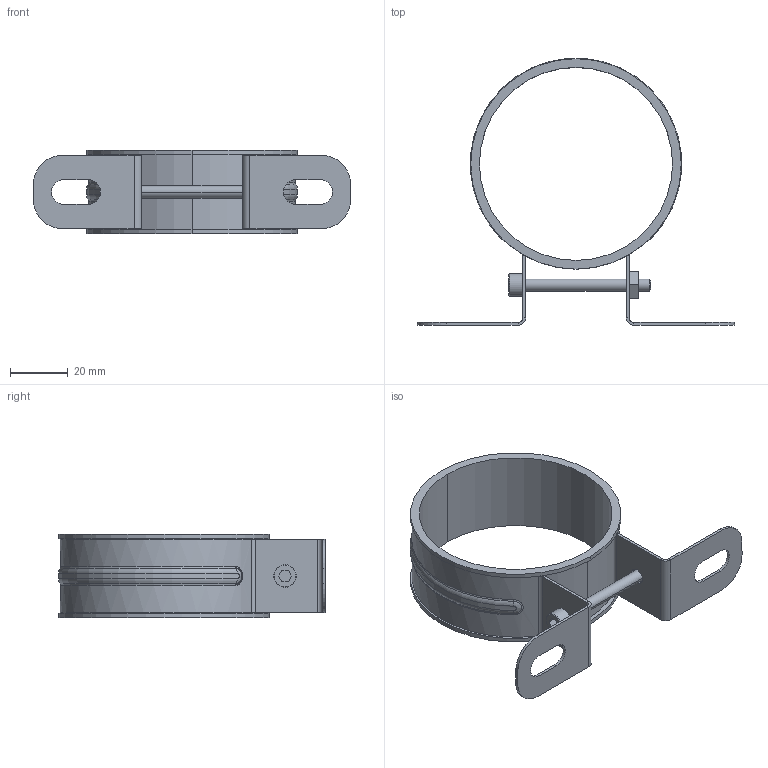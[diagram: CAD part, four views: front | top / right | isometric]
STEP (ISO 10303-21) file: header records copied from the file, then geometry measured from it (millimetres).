
FILE_DESCRIPTION((''),'2;1');
FILE_NAME('215261_ASM','2020-09-28T08:54:44',('PDMAdmin'),('BANNER ENGINEERING'),'CREO PARAMETRIC BY PTC INC, 2019292','CREO PARAMETRIC BY PTC INC, 2019292','');
FILE_SCHEMA(('CONFIG_CONTROL_DESIGN'));
Length unit declared in the file: millimetre
Products named in the file (5): 214199; SHCS_10-32X1_3_4; 10022; 214201; 215261_ASM
Assembly tree (4 placements, depth 2):
  215261_ASM
    214199
    SHCS_10-32X1_3_4
    10022
    214201
Bounding box: 110 x 92.56 x 28.8 mm (x, y, z)
Volume: 18752.9 mm3; surface area: 31227.8 mm2
Topology: 4 solids, 4 shells, 124 faces, 274 edges, 164 vertices
Faces by surface type: plane 54, cylinder 38, cone 16, bspline 8, torus 8
Entity records: 4003 total; most frequent: CARTESIAN_POINT 1127, DIRECTION 604, ORIENTED_EDGE 548, EDGE_CURVE 274, AXIS2_PLACEMENT_3D 241, VERTEX_POINT 164, EDGE_LOOP 142, FACE_OUTER_BOUND 124
